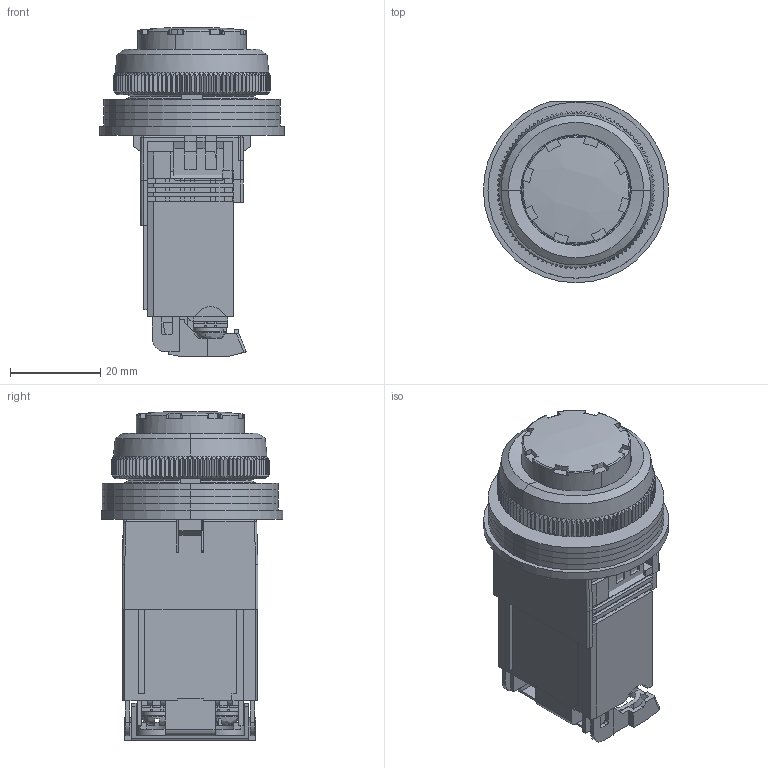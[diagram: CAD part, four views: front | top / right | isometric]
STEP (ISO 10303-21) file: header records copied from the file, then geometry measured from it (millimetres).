
FILE_DESCRIPTION (( 'STEP AP214' ), '1' );
FILE_NAME ('DR30E3L-L3YZC.STEP', '2018-02-19T20:50:23', ( '' ), ( '' ), 'SwSTEP 2.0', 'SolidWorks 2017', '' );
FILE_SCHEMA (( 'AUTOMOTIVE_DESIGN' ));
Length unit declared in the file: inch
Products named in the file (1): DR30E3L-L3YZC
Bounding box: 41 x 40.2 x 72.85 mm (x, y, z)
Volume: 37983.5 mm3; surface area: 34235.1 mm2
Topology: 19 solids, 19 shells, 1662 faces, 4585 edges, 2922 vertices
Faces by surface type: plane 1058, cylinder 340, cone 207, bspline 57
Entity records: 76861 total; most frequent: CARTESIAN_POINT 13400, ORIENTED_EDGE 9170, DIRECTION 8105, EDGE_CURVE 4585, VERTEX_POINT 2922, VECTOR 2897, LINE 2897, AXIS2_PLACEMENT_3D 2604
